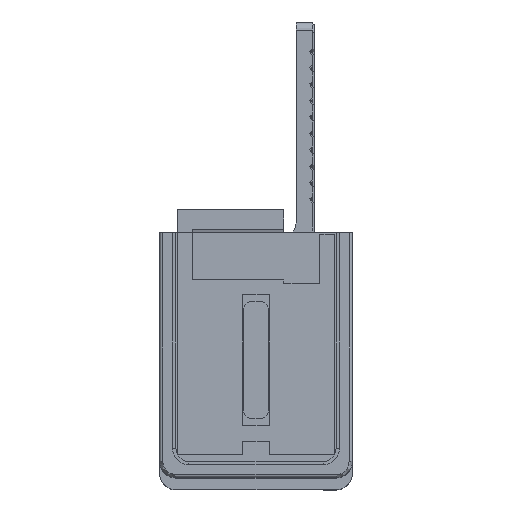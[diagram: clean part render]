
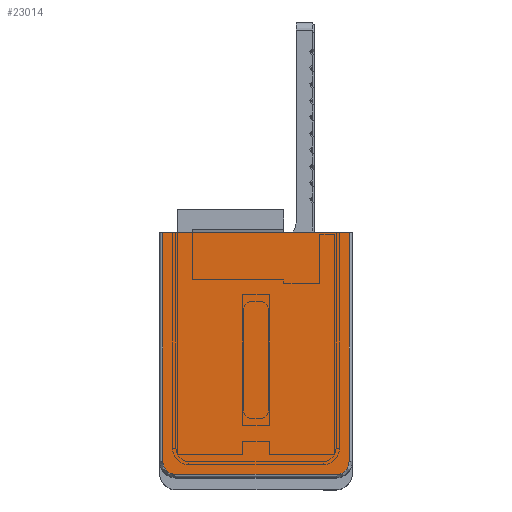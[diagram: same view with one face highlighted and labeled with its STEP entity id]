
A CAD part, top view. The second image highlights one B-rep face of the part: STEP entity #23014.
In plain terms, the highlighted planar face has unit normal (0, 0, 1).
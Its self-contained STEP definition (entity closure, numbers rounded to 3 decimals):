
#442 = AXIS2_PLACEMENT_3D ( 'NONE', #20336, #20360, #20338 ) ;
#5212 = ORIENTED_EDGE ( 'NONE', *, *, #37458, .F. ) ;
#5243 = ORIENTED_EDGE ( 'NONE', *, *, #37425, .F. ) ;
#5255 = ORIENTED_EDGE ( 'NONE', *, *, #37354, .T. ) ;
#5256 = ORIENTED_EDGE ( 'NONE', *, *, #37408, .F. ) ;
#7832 = VECTOR ( 'NONE', #30115, 1000. ) ;
#7855 = VECTOR ( 'NONE', #30062, 1000. ) ;
#7987 = VECTOR ( 'NONE', #30205, 1000. ) ;
#8000 = VECTOR ( 'NONE', #30153, 1000. ) ;
#8925 =( BOUNDED_CURVE ( )  B_SPLINE_CURVE ( 3, ( #30056, #30020, #30047, #30031 ),
 .UNSPECIFIED., .F., .T. ) 
 B_SPLINE_CURVE_WITH_KNOTS ( ( 4, 4 ),
 ( 0., 1. ),
 .UNSPECIFIED. ) 
 CURVE ( )  GEOMETRIC_REPRESENTATION_ITEM ( )  RATIONAL_B_SPLINE_CURVE ( ( 1., 0.805, 0.805, 1. ) ) 
 REPRESENTATION_ITEM ( '' )  );
#8926 =( BOUNDED_CURVE ( )  B_SPLINE_CURVE ( 3, ( #30129, #30143, #30128, #30146 ),
 .UNSPECIFIED., .F., .T. ) 
 B_SPLINE_CURVE_WITH_KNOTS ( ( 4, 4 ),
 ( 0., 1. ),
 .UNSPECIFIED. ) 
 CURVE ( )  GEOMETRIC_REPRESENTATION_ITEM ( )  RATIONAL_B_SPLINE_CURVE ( ( 1., 0.805, 0.805, 1. ) ) 
 REPRESENTATION_ITEM ( '' )  );
#9348 = VERTEX_POINT ( 'NONE', #18159 ) ;
#9350 = VERTEX_POINT ( 'NONE', #18181 ) ;
#9369 = VERTEX_POINT ( 'NONE', #18226 ) ;
#9391 = VERTEX_POINT ( 'NONE', #18225 ) ;
#9395 = VERTEX_POINT ( 'NONE', #18265 ) ;
#9985 = VERTEX_POINT ( 'NONE', #18221 ) ;
#11419 = ORIENTED_EDGE ( 'NONE', *, *, #37480, .F. ) ;
#11501 = ORIENTED_EDGE ( 'NONE', *, *, #37370, .F. ) ;
#18159 = CARTESIAN_POINT ( 'NONE',  ( 9.7, -1.2, 219. ) ) ;
#18181 = CARTESIAN_POINT ( 'NONE',  ( -0.1, -1.2, 219. ) ) ;
#18221 = CARTESIAN_POINT ( 'NONE',  ( 10.5, 13.6, 219. ) ) ;
#18225 = CARTESIAN_POINT ( 'NONE',  ( 10.5, -0.4, 219. ) ) ;
#18226 = CARTESIAN_POINT ( 'NONE',  ( -0.9, 13.6, 219. ) ) ;
#18265 = CARTESIAN_POINT ( 'NONE',  ( -0.9, -0.4, 219. ) ) ;
#20325 = FACE_OUTER_BOUND ( 'NONE', #33853, .T. ) ;
#20336 = CARTESIAN_POINT ( 'NONE',  ( 9.7, -0.4, 219. ) ) ;
#20338 = DIRECTION ( 'NONE',  ( -1., 0., 0. ) ) ;
#20347 = PLANE ( 'NONE',  #442 ) ;
#20360 = DIRECTION ( 'NONE',  ( 0., 0., -1. ) ) ;
#23014 = ADVANCED_FACE ( 'NONE', ( #20325 ), #20347, .F. ) ;
#30020 = CARTESIAN_POINT ( 'NONE',  ( 10.5, -0.869, 219. ) ) ;
#30029 = CARTESIAN_POINT ( 'NONE',  ( 10.7, 13.6, 219. ) ) ;
#30031 = CARTESIAN_POINT ( 'NONE',  ( 9.7, -1.2, 219. ) ) ;
#30036 = LINE ( 'NONE', #30029, #7855 ) ;
#30047 = CARTESIAN_POINT ( 'NONE',  ( 10.169, -1.2, 219. ) ) ;
#30056 = CARTESIAN_POINT ( 'NONE',  ( 10.5, -0.4, 219. ) ) ;
#30062 = DIRECTION ( 'NONE',  ( -1., 0., 0. ) ) ;
#30066 = LINE ( 'NONE', #30140, #7832 ) ;
#30115 = DIRECTION ( 'NONE',  ( 0., 1., 0. ) ) ;
#30128 = CARTESIAN_POINT ( 'NONE',  ( -0.9, -0.869, 219. ) ) ;
#30129 = CARTESIAN_POINT ( 'NONE',  ( -0.1, -1.2, 219. ) ) ;
#30140 = CARTESIAN_POINT ( 'NONE',  ( -0.9, -0.4, 219. ) ) ;
#30143 = CARTESIAN_POINT ( 'NONE',  ( -0.569, -1.2, 219. ) ) ;
#30146 = CARTESIAN_POINT ( 'NONE',  ( -0.9, -0.4, 219. ) ) ;
#30153 = DIRECTION ( 'NONE',  ( 0., -1., 0. ) ) ;
#30156 = CARTESIAN_POINT ( 'NONE',  ( 10.5, -0.4, 219. ) ) ;
#30179 = LINE ( 'NONE', #30156, #8000 ) ;
#30205 = DIRECTION ( 'NONE',  ( -1., 0., 0. ) ) ;
#30208 = LINE ( 'NONE', #30237, #7987 ) ;
#30237 = CARTESIAN_POINT ( 'NONE',  ( 9.7, -1.2, 219. ) ) ;
#33853 = EDGE_LOOP ( 'NONE', ( #11419, #11501, #5212, #5255, #5256, #5243 ) ) ;
#37354 = EDGE_CURVE ( 'NONE', #9985, #9369, #30036, .T. ) ;
#37370 = EDGE_CURVE ( 'NONE', #9391, #9348, #8925, .T. ) ;
#37408 = EDGE_CURVE ( 'NONE', #9395, #9369, #30066, .T. ) ;
#37425 = EDGE_CURVE ( 'NONE', #9350, #9395, #8926, .T. ) ;
#37458 = EDGE_CURVE ( 'NONE', #9985, #9391, #30179, .T. ) ;
#37480 = EDGE_CURVE ( 'NONE', #9348, #9350, #30208, .T. ) ;
